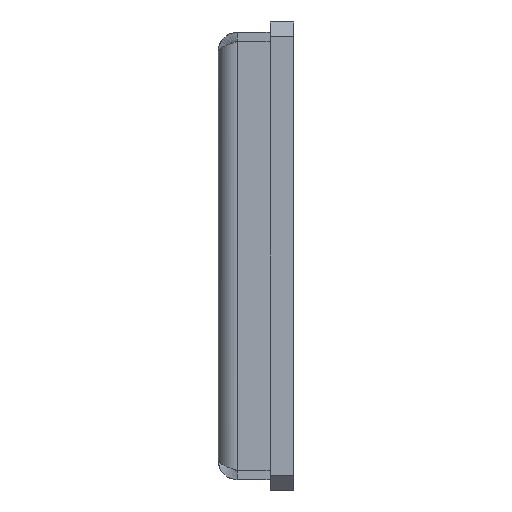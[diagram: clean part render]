
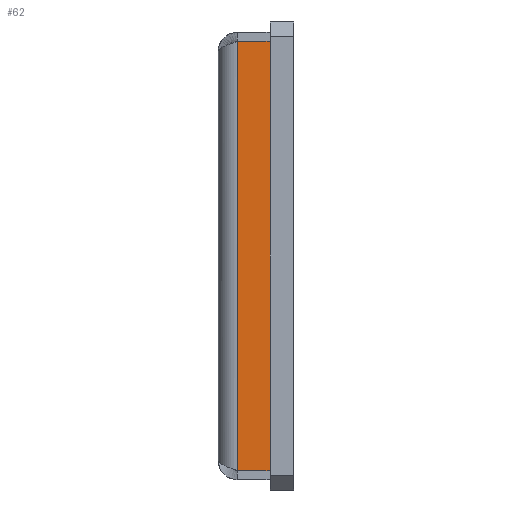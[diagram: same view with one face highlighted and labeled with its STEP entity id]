
A CAD part, left-side view. The second image highlights one B-rep face of the part: STEP entity #62.
In plain terms, the highlighted planar face has unit normal (-1, 0, 0).
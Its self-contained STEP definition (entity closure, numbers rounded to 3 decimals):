
#62 = ADVANCED_FACE ( 'NONE', ( #766 ), #3636, .T. ) ;
#712 = VERTEX_POINT ( 'NONE', #3907 ) ;
#766 = FACE_OUTER_BOUND ( 'NONE', #7238, .T. ) ;
#2010 = ORIENTED_EDGE ( 'NONE', *, *, #10675, .T. ) ;
#3307 = EDGE_CURVE ( 'NONE', #5087, #712, #17835, .T. ) ;
#3636 = PLANE ( 'NONE',  #23330 ) ;
#3907 = CARTESIAN_POINT ( 'NONE',  ( -8.55, 1.9, -7.243 ) ) ;
#5087 = VERTEX_POINT ( 'NONE', #26032 ) ;
#5848 = CARTESIAN_POINT ( 'NONE',  ( -8.55, -22.013, -7.243 ) ) ;
#6577 = LINE ( 'NONE', #14304, #26224 ) ;
#6978 = VERTEX_POINT ( 'NONE', #24186 ) ;
#7238 = EDGE_LOOP ( 'NONE', ( #2010, #18786, #26876, #23927 ) ) ;
#7269 = CARTESIAN_POINT ( 'NONE',  ( -8.55, -22.013, 7.55 ) ) ;
#9979 = VECTOR ( 'NONE', #17250, 1000. ) ;
#10675 = EDGE_CURVE ( 'NONE', #6978, #5087, #20382, .T. ) ;
#11451 = EDGE_CURVE ( 'NONE', #6978, #18012, #6577, .T. ) ;
#12709 = CARTESIAN_POINT ( 'NONE',  ( -8.55, 1.9, -6.9 ) ) ;
#13677 = VECTOR ( 'NONE', #27477, 1000. ) ;
#14041 = DIRECTION ( 'NONE',  ( -1., 0., 0. ) ) ;
#14304 = CARTESIAN_POINT ( 'NONE',  ( -8.55, 0.8, 7.55 ) ) ;
#14856 = DIRECTION ( 'NONE',  ( 0., 0., -1. ) ) ;
#15248 = EDGE_CURVE ( 'NONE', #712, #18012, #27908, .T. ) ;
#16119 = DIRECTION ( 'NONE',  ( 0., 0., 1. ) ) ;
#17250 = DIRECTION ( 'NONE',  ( 0., -1., 0. ) ) ;
#17375 = DIRECTION ( 'NONE',  ( 0., 0., -1. ) ) ;
#17835 = LINE ( 'NONE', #12709, #28318 ) ;
#18012 = VERTEX_POINT ( 'NONE', #28273 ) ;
#18786 = ORIENTED_EDGE ( 'NONE', *, *, #3307, .T. ) ;
#20382 = LINE ( 'NONE', #27286, #13677 ) ;
#23330 = AXIS2_PLACEMENT_3D ( 'NONE', #7269, #14041, #16119 ) ;
#23927 = ORIENTED_EDGE ( 'NONE', *, *, #11451, .F. ) ;
#24186 = CARTESIAN_POINT ( 'NONE',  ( -8.55, 0.8, 7.243 ) ) ;
#26032 = CARTESIAN_POINT ( 'NONE',  ( -8.55, 1.9, 7.243 ) ) ;
#26224 = VECTOR ( 'NONE', #17375, 1000. ) ;
#26876 = ORIENTED_EDGE ( 'NONE', *, *, #15248, .T. ) ;
#27286 = CARTESIAN_POINT ( 'NONE',  ( -8.55, -22.013, 7.243 ) ) ;
#27477 = DIRECTION ( 'NONE',  ( 0., 1., 0. ) ) ;
#27908 = LINE ( 'NONE', #5848, #9979 ) ;
#28273 = CARTESIAN_POINT ( 'NONE',  ( -8.55, 0.8, -7.243 ) ) ;
#28318 = VECTOR ( 'NONE', #14856, 1000. ) ;
